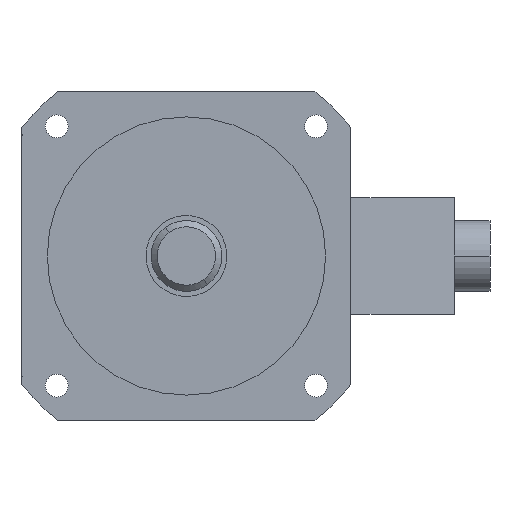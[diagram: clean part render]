
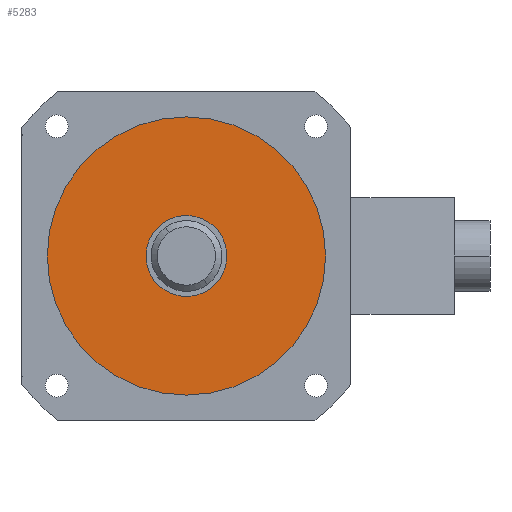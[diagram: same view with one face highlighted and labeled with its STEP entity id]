
A CAD part, left-side view. The second image highlights one B-rep face of the part: STEP entity #5283.
In plain terms, the highlighted planar face has unit normal (-1, 0, 0).
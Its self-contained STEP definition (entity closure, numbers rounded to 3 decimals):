
#213 = VERTEX_POINT ( 'NONE', #1881 ) ;
#689 = ORIENTED_EDGE ( 'NONE', *, *, #718, .F. ) ;
#700 = EDGE_LOOP ( 'NONE', ( #689, #780 ) ) ;
#718 = EDGE_CURVE ( 'NONE', #1102, #3092, #4419, .T. ) ;
#731 = VERTEX_POINT ( 'NONE', #4481 ) ;
#780 = ORIENTED_EDGE ( 'NONE', *, *, #5218, .F. ) ;
#818 = EDGE_CURVE ( 'NONE', #213, #731, #2062, .T. ) ;
#1102 = VERTEX_POINT ( 'NONE', #1507 ) ;
#1507 = CARTESIAN_POINT ( 'NONE',  ( -3., -14., 0. ) ) ;
#1881 = CARTESIAN_POINT ( 'NONE',  ( -3., -55., 0. ) ) ;
#2062 = CIRCLE ( 'NONE', #2063, 55. ) ;
#2063 = AXIS2_PLACEMENT_3D ( 'NONE', #2064, #2065, #2066 ) ;
#2064 = CARTESIAN_POINT ( 'NONE',  ( -3., 0., 0. ) ) ;
#2065 = DIRECTION ( 'NONE',  ( -1., 0., 0. ) ) ;
#2066 = DIRECTION ( 'NONE',  ( 0., -1., 0. ) ) ;
#2456 = CIRCLE ( 'NONE', #2457, 14. ) ;
#2457 = AXIS2_PLACEMENT_3D ( 'NONE', #2458, #2459, #2460 ) ;
#2458 = CARTESIAN_POINT ( 'NONE',  ( -3., 0., 0. ) ) ;
#2459 = DIRECTION ( 'NONE',  ( -1., 0., 0. ) ) ;
#2460 = DIRECTION ( 'NONE',  ( 0., -1., 0. ) ) ;
#2849 = CIRCLE ( 'NONE', #2850, 55. ) ;
#2850 = AXIS2_PLACEMENT_3D ( 'NONE', #2851, #2852, #2853 ) ;
#2851 = CARTESIAN_POINT ( 'NONE',  ( -3., 0., 0. ) ) ;
#2852 = DIRECTION ( 'NONE',  ( -1., 0., 0. ) ) ;
#2853 = DIRECTION ( 'NONE',  ( 0., -1., 0. ) ) ;
#2987 = FACE_BOUND ( 'NONE', #700, .T. ) ;
#2988 = FACE_OUTER_BOUND ( 'NONE', #3258, .T. ) ;
#2989 = PLANE ( 'NONE',  #2990 ) ;
#2990 = AXIS2_PLACEMENT_3D ( 'NONE', #2991, #2992, #2993 ) ;
#2991 = CARTESIAN_POINT ( 'NONE',  ( -3., 14., 0. ) ) ;
#2992 = DIRECTION ( 'NONE',  ( 1., 0., 0. ) ) ;
#2993 = DIRECTION ( 'NONE',  ( 0., 1., 0. ) ) ;
#3092 = VERTEX_POINT ( 'NONE', #3418 ) ;
#3258 = EDGE_LOOP ( 'NONE', ( #4729, #5060 ) ) ;
#3418 = CARTESIAN_POINT ( 'NONE',  ( -3., 14., 0. ) ) ;
#4419 = CIRCLE ( 'NONE', #4420, 14. ) ;
#4420 = AXIS2_PLACEMENT_3D ( 'NONE', #4421, #4422, #4423 ) ;
#4421 = CARTESIAN_POINT ( 'NONE',  ( -3., 0., 0. ) ) ;
#4422 = DIRECTION ( 'NONE',  ( -1., 0., 0. ) ) ;
#4423 = DIRECTION ( 'NONE',  ( 0., -1., 0. ) ) ;
#4481 = CARTESIAN_POINT ( 'NONE',  ( -3., 55., 0. ) ) ;
#4729 = ORIENTED_EDGE ( 'NONE', *, *, #818, .T. ) ;
#5060 = ORIENTED_EDGE ( 'NONE', *, *, #5265, .T. ) ;
#5218 = EDGE_CURVE ( 'NONE', #3092, #1102, #2456, .T. ) ;
#5265 = EDGE_CURVE ( 'NONE', #731, #213, #2849, .T. ) ;
#5283 = ADVANCED_FACE ( 'NONE', ( #2987, #2988 ), #2989, .F. ) ;
